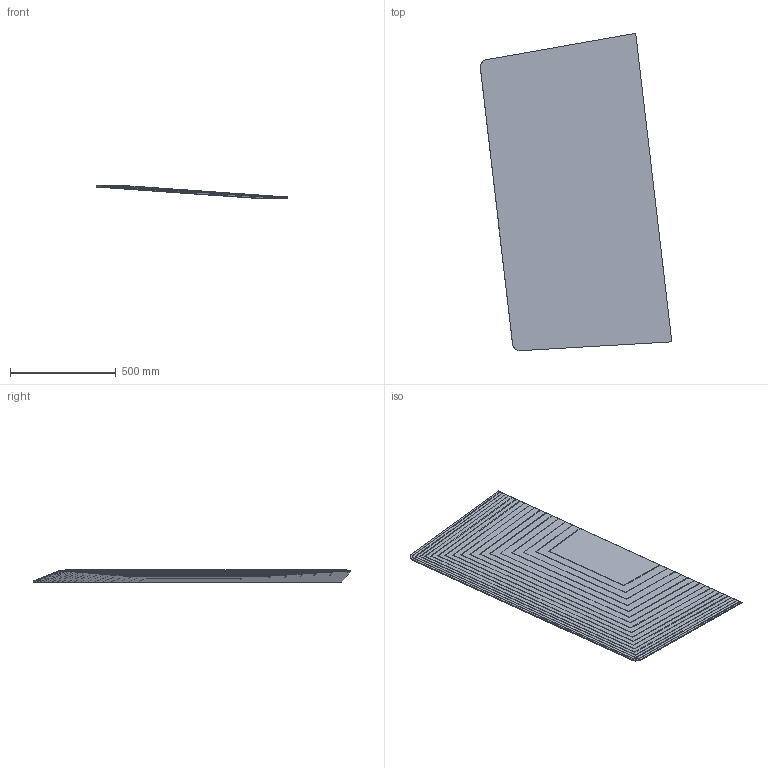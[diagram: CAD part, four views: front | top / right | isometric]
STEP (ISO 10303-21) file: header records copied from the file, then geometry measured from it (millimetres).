
FILE_DESCRIPTION(('FreeCAD Model'),'2;1');
FILE_NAME('slice_cooling_plate_material_mod13.step' ,'2018-09-02T23:06:15',('FreeCAD'),('FreeCAD'), 'Open CASCADE STEP processor 7.3','FreeCAD','Unknown');
FILE_SCHEMA(('AUTOMOTIVE_DESIGN { 1 0 10303 214 1 1 1 1 }'));
Length unit declared in the file: millimetre
Products named in the file (22): Open CASCADE STEP translator 7.3 21; Open CASCADE STEP translator 7.3 21.1; Open CASCADE STEP translator 7.3 21.2; Open CASCADE STEP translator 7.3 21.3; Open CASCADE STEP translator 7.3 21.4; Open CASCADE STEP translator 7.3 21.5; Open CASCADE STEP translator 7.3 21.6; Open CASCADE STEP translator 7.3 21.7; Open CASCADE STEP translator 7.3 21.8; Open CASCADE STEP translator 7.3 21.9; Open CASCADE STEP translator 7.3 21.10; Open CASCADE STEP translator 7.3 21.11; Open CASCADE STEP translator 7.3 21.12; Open CASCADE STEP translator 7.3 21.13; Open CASCADE STEP translator 7.3 21.14; Open CASCADE STEP translator 7.3 21.15; Open CASCADE STEP translator 7.3 21.16; Open CASCADE STEP translator 7.3 21.17; Open CASCADE STEP translator 7.3 21.18; Open CASCADE STEP translator 7.3 21.19; Open CASCADE STEP translator 7.3 21.19.1; Open CASCADE STEP translator 7.3 21.19.2
Assembly tree (21 placements, depth 3):
  Open CASCADE STEP translator 7.3 21
    Open CASCADE STEP translator 7.3 21.1
    Open CASCADE STEP translator 7.3 21.2
    Open CASCADE STEP translator 7.3 21.3
    Open CASCADE STEP translator 7.3 21.4
    Open CASCADE STEP translator 7.3 21.5
    Open CASCADE STEP translator 7.3 21.6
    Open CASCADE STEP translator 7.3 21.7
    Open CASCADE STEP translator 7.3 21.8
    Open CASCADE STEP translator 7.3 21.9
    Open CASCADE STEP translator 7.3 21.10
    Open CASCADE STEP translator 7.3 21.11
    Open CASCADE STEP translator 7.3 21.12
    Open CASCADE STEP translator 7.3 21.13
    Open CASCADE STEP translator 7.3 21.14
    Open CASCADE STEP translator 7.3 21.15
    Open CASCADE STEP translator 7.3 21.16
    Open CASCADE STEP translator 7.3 21.17
    Open CASCADE STEP translator 7.3 21.18
    Open CASCADE STEP translator 7.3 21.19
      Open CASCADE STEP translator 7.3 21.19.1
      Open CASCADE STEP translator 7.3 21.19.2
Bounding box: 904.75 x 1498.86 x 57.19 mm (x, y, z)
Volume: 5018450.3 mm3; surface area: 6421207.8 mm2
Topology: 20 solids, 20 shells, 202 faces, 486 edges, 324 vertices
Faces by surface type: plane 188, cylinder 14
Entity records: 11754 total; most frequent: CARTESIAN_POINT 3090, DIRECTION 1046, ORIENTED_EDGE 972, PCURVE 972, DEFINITIONAL_REPRESENTATION 972, B_SPLINE_CURVE_WITH_KNOTS 888, LINE 514, VECTOR 514
